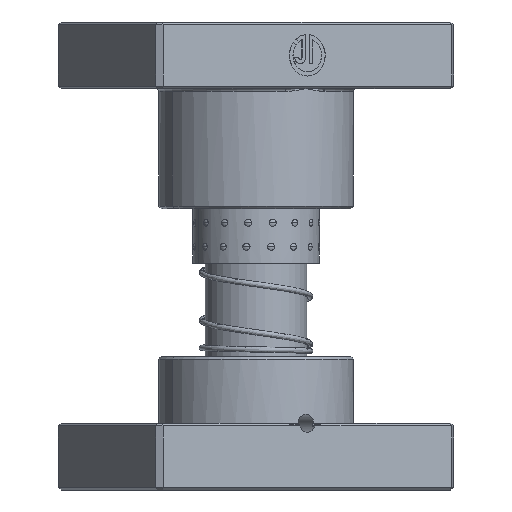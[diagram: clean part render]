
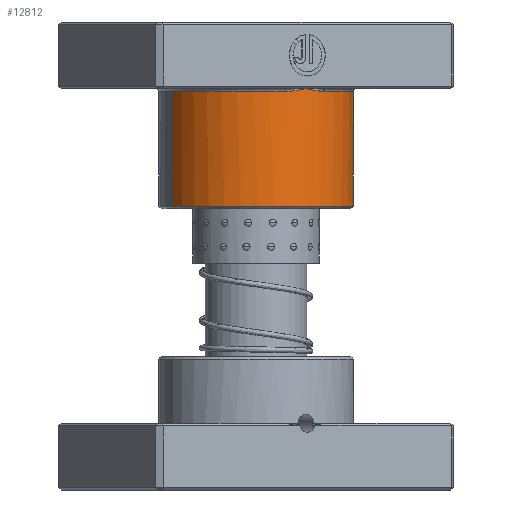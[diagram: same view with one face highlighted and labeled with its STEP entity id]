
A CAD part, front view. The second image highlights one B-rep face of the part: STEP entity #12812.
In plain terms, the highlighted cylindrical face has radius 36.5 mm (diameter 73 mm), a partial arc.
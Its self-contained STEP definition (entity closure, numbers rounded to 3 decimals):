
#557 = AXIS2_PLACEMENT_3D ( 'NONE', #26087, #20254, #39020 ) ;
#786 = CIRCLE ( 'NONE', #40720, 36.5 ) ;
#938 = VERTEX_POINT ( 'NONE', #23756 ) ;
#1005 = VECTOR ( 'NONE', #39646, 1000. ) ;
#1321 = CARTESIAN_POINT ( 'NONE',  ( 0., 0., 26. ) ) ;
#2155 = ORIENTED_EDGE ( 'NONE', *, *, #21405, .T. ) ;
#2408 = CARTESIAN_POINT ( 'NONE',  ( 2.798, 36.42, 25.47 ) ) ;
#2607 = VERTEX_POINT ( 'NONE', #30450 ) ;
#3311 = ORIENTED_EDGE ( 'NONE', *, *, #40088, .F. ) ;
#3456 = CARTESIAN_POINT ( 'NONE',  ( 36.5, 0., 70. ) ) ;
#3695 = CARTESIAN_POINT ( 'NONE',  ( 0., 0., 69. ) ) ;
#4529 = DIRECTION ( 'NONE',  ( 1., 0., 0. ) ) ;
#5021 = ORIENTED_EDGE ( 'NONE', *, *, #28116, .T. ) ;
#5486 = CARTESIAN_POINT ( 'NONE',  ( 7.68, 35.69, 26. ) ) ;
#5519 = ORIENTED_EDGE ( 'NONE', *, *, #24578, .T. ) ;
#5626 = CARTESIAN_POINT ( 'NONE',  ( 0., 36.5, 25. ) ) ;
#6362 = CARTESIAN_POINT ( 'NONE',  ( 8.373, 35.527, 26. ) ) ;
#6901 = DIRECTION ( 'NONE',  ( 1., 0., 0. ) ) ;
#7179 = AXIS2_PLACEMENT_3D ( 'NONE', #3695, #25940, #6901 ) ;
#8616 = CARTESIAN_POINT ( 'NONE',  ( -1.4, 36.475, 25.234 ) ) ;
#10356 = CARTESIAN_POINT ( 'NONE',  ( 0., 0., 26. ) ) ;
#10605 = VECTOR ( 'NONE', #38200, 1000. ) ;
#11824 = CARTESIAN_POINT ( 'NONE',  ( -2.798, 36.399, 25.459 ) ) ;
#12331 = CIRCLE ( 'NONE', #7179, 36.5 ) ;
#12341 = EDGE_CURVE ( 'NONE', #21897, #29838, #36938, .T. ) ;
#12549 = ORIENTED_EDGE ( 'NONE', *, *, #12341, .T. ) ;
#12812 = ADVANCED_FACE ( 'NONE', ( #33907 ), #16979, .T. ) ;
#13263 = EDGE_LOOP ( 'NONE', ( #2155, #12549, #5021, #36288, #5519, #19412, #3311 ) ) ;
#13548 = DIRECTION ( 'NONE',  ( 1., 0., 0. ) ) ;
#14084 = CARTESIAN_POINT ( 'NONE',  ( -36.5, 0., 26. ) ) ;
#14618 = CARTESIAN_POINT ( 'NONE',  ( -0.349, 36.5, 25.059 ) ) ;
#14786 = CARTESIAN_POINT ( 'NONE',  ( 0., 36.5, 25. ) ) ;
#14904 = VERTEX_POINT ( 'NONE', #14786 ) ;
#15030 = CARTESIAN_POINT ( 'NONE',  ( -4.89, 36.178, 25.754 ) ) ;
#16979 = CYLINDRICAL_SURFACE ( 'NONE', #557, 36.5 ) ;
#17916 = LINE ( 'NONE', #27003, #1005 ) ;
#18214 = CARTESIAN_POINT ( 'NONE',  ( -6.984, 35.833, 25.96 ) ) ;
#18257 = CARTESIAN_POINT ( 'NONE',  ( 6.984, 35.833, 25.96 ) ) ;
#19412 = ORIENTED_EDGE ( 'NONE', *, *, #27805, .T. ) ;
#19960 = VERTEX_POINT ( 'NONE', #6362 ) ;
#20254 = DIRECTION ( 'NONE',  ( 0., 0., -1. ) ) ;
#20987 = CARTESIAN_POINT ( 'NONE',  ( 0., 36.5, 25. ) ) ;
#21171 = CARTESIAN_POINT ( 'NONE',  ( 8.373, 35.527, 26. ) ) ;
#21405 = EDGE_CURVE ( 'NONE', #938, #21897, #12331, .T. ) ;
#21414 = CARTESIAN_POINT ( 'NONE',  ( -8.373, 35.527, 26. ) ) ;
#21465 = CARTESIAN_POINT ( 'NONE',  ( 4.89, 36.178, 25.754 ) ) ;
#21747 = CIRCLE ( 'NONE', #38061, 36.5 ) ;
#21897 = VERTEX_POINT ( 'NONE', #38542 ) ;
#23567 = DIRECTION ( 'NONE',  ( 0., 0., 1. ) ) ;
#23756 = CARTESIAN_POINT ( 'NONE',  ( -36.5, 0., 69. ) ) ;
#24077 = EDGE_CURVE ( 'NONE', #19960, #14904, #33730, .T. ) ;
#24578 = EDGE_CURVE ( 'NONE', #14904, #2607, #27339, .T. ) ;
#24633 = CARTESIAN_POINT ( 'NONE',  ( 1.403, 36.5, 25.235 ) ) ;
#25940 = DIRECTION ( 'NONE',  ( 0., 0., -1. ) ) ;
#26065 = CARTESIAN_POINT ( 'NONE',  ( 36.5, 0., 26. ) ) ;
#26087 = CARTESIAN_POINT ( 'NONE',  ( 0., 0., 70. ) ) ;
#27003 = CARTESIAN_POINT ( 'NONE',  ( -36.5, 0., 70. ) ) ;
#27339 = B_SPLINE_CURVE_WITH_KNOTS ( 'NONE', 3,
 ( #20987, #14618, #27659, #8616, #30906, #11824, #34057, #15030, #37236, #18214, #40438, #21414 ),
 .UNSPECIFIED., .F., .F.,
 ( 4, 2, 2, 2, 2, 4 ),
 ( 0., 0.001, 0.002, 0.004, 0.006, 0.008 ),
 .UNSPECIFIED. ) ;
#27659 = CARTESIAN_POINT ( 'NONE',  ( -0.701, 36.495, 25.118 ) ) ;
#27805 = EDGE_CURVE ( 'NONE', #2607, #32853, #21747, .T. ) ;
#28116 = EDGE_CURVE ( 'NONE', #29838, #19960, #786, .T. ) ;
#29838 = VERTEX_POINT ( 'NONE', #26065 ) ;
#30450 = CARTESIAN_POINT ( 'NONE',  ( -8.373, 35.527, 26. ) ) ;
#30906 = CARTESIAN_POINT ( 'NONE',  ( -1.75, 36.46, 25.291 ) ) ;
#32603 = DIRECTION ( 'NONE',  ( 0., 0., 1. ) ) ;
#32853 = VERTEX_POINT ( 'NONE', #14084 ) ;
#33730 = B_SPLINE_CURVE_WITH_KNOTS ( 'NONE', 3,
 ( #21171, #5486, #18257, #40477, #21465, #2408, #24633, #5626 ),
 .UNSPECIFIED., .F., .F.,
 ( 4, 2, 2, 4 ),
 ( 0., 0.002, 0.004, 0.009 ),
 .UNSPECIFIED. ) ;
#33907 = FACE_OUTER_BOUND ( 'NONE', #13263, .T. ) ;
#34057 = CARTESIAN_POINT ( 'NONE',  ( -3.495, 36.339, 25.565 ) ) ;
#36288 = ORIENTED_EDGE ( 'NONE', *, *, #24077, .T. ) ;
#36938 = LINE ( 'NONE', #3456, #10605 ) ;
#37236 = CARTESIAN_POINT ( 'NONE',  ( -5.587, 36.077, 25.837 ) ) ;
#38061 = AXIS2_PLACEMENT_3D ( 'NONE', #1321, #23567, #4529 ) ;
#38200 = DIRECTION ( 'NONE',  ( 0., 0., -1. ) ) ;
#38542 = CARTESIAN_POINT ( 'NONE',  ( 36.5, 0., 69. ) ) ;
#39020 = DIRECTION ( 'NONE',  ( -1., 0., 0. ) ) ;
#39646 = DIRECTION ( 'NONE',  ( 0., 0., -1. ) ) ;
#40088 = EDGE_CURVE ( 'NONE', #938, #32853, #17916, .T. ) ;
#40438 = CARTESIAN_POINT ( 'NONE',  ( -7.68, 35.69, 26. ) ) ;
#40477 = CARTESIAN_POINT ( 'NONE',  ( 5.587, 36.077, 25.837 ) ) ;
#40720 = AXIS2_PLACEMENT_3D ( 'NONE', #10356, #32603, #13548 ) ;
